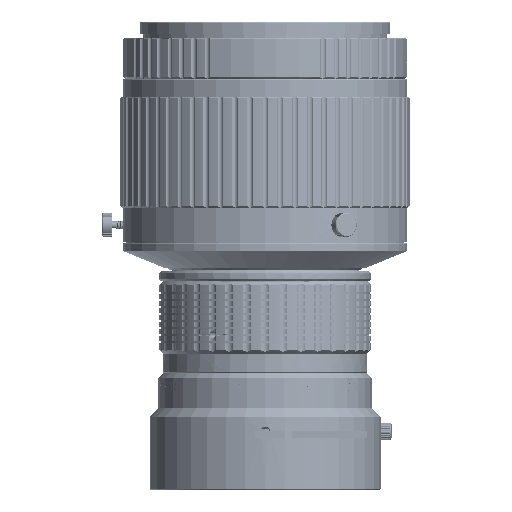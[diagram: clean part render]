
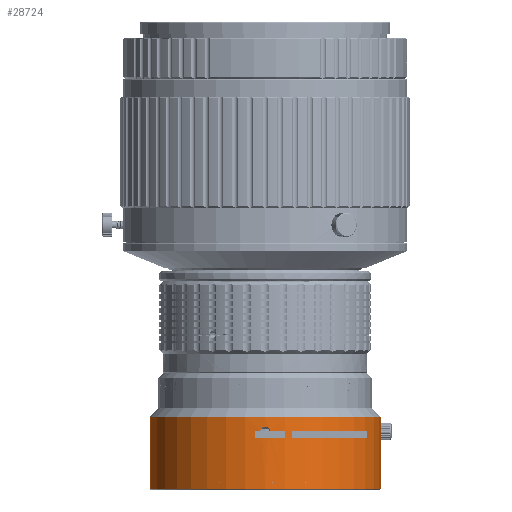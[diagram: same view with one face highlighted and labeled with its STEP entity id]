
A CAD part, left-side view. The second image highlights one B-rep face of the part: STEP entity #28724.
In plain terms, the highlighted cylindrical face has radius 33.3 mm (diameter 66.6 mm), a full revolution.
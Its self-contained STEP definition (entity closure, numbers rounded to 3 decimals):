
#16545=B_SPLINE_CURVE_WITH_KNOTS('',3,(#136952,#136953,#136954,#136955,
#136956,#136957,#136958,#136959,#136960,#136961,#136962,#136963,#136964),
 .UNSPECIFIED.,.T.,.F.,(1,3,3,3,3,3,1),(-0.25,0.,0.25,0.5,0.75,1.,1.25),
 .UNSPECIFIED.);
#25793=CYLINDRICAL_SURFACE('',#103793,33.3);
#27672=FACE_BOUND('',#40061,.T.);
#27673=FACE_BOUND('',#40062,.T.);
#27674=FACE_BOUND('',#40063,.T.);
#28724=ADVANCED_FACE('',(#27672,#27673,#27674),#25793,.T.);
#40061=EDGE_LOOP('',(#46842));
#40062=EDGE_LOOP('',(#46843));
#40063=EDGE_LOOP('',(#46844));
#46842=ORIENTED_EDGE('',*,*,#84729,.T.);
#46843=ORIENTED_EDGE('',*,*,#84730,.T.);
#46844=ORIENTED_EDGE('',*,*,#84731,.T.);
#75229=VERTEX_POINT('',#136965);
#75230=VERTEX_POINT('',#136967);
#75231=VERTEX_POINT('',#136969);
#84729=EDGE_CURVE('',#75229,#75229,#16545,.T.);
#84730=EDGE_CURVE('',#75230,#75230,#99020,.T.);
#84731=EDGE_CURVE('',#75231,#75231,#99021,.T.);
#99020=CIRCLE('',#103791,33.3);
#99021=CIRCLE('',#103792,33.3);
#103791=AXIS2_PLACEMENT_3D('',#136966,#113301,#113302);
#103792=AXIS2_PLACEMENT_3D('',#136968,#113303,#113304);
#103793=AXIS2_PLACEMENT_3D('',#136970,#113305,#113306);
#113301=DIRECTION('',(0.,0.,1.));
#113302=DIRECTION('',(1.,0.,0.));
#113303=DIRECTION('',(0.,0.,-1.));
#113304=DIRECTION('',(-1.,0.,0.));
#113305=DIRECTION('',(0.,0.,-1.));
#113306=DIRECTION('',(-1.,0.,0.));
#136952=CARTESIAN_POINT('',(-33.3,0.,3.246));
#136953=CARTESIAN_POINT('',(-33.3,-0.798,3.246));
#136954=CARTESIAN_POINT('',(-33.266,-1.504,2.541));
#136955=CARTESIAN_POINT('',(-33.266,-1.505,1.75));
#136956=CARTESIAN_POINT('',(-33.266,-1.506,0.959));
#136957=CARTESIAN_POINT('',(-33.3,-0.795,0.253));
#136958=CARTESIAN_POINT('',(-33.3,0.002,0.254));
#136959=CARTESIAN_POINT('',(-33.3,0.798,0.254));
#136960=CARTESIAN_POINT('',(-33.266,1.505,0.958));
#136961=CARTESIAN_POINT('',(-33.266,1.505,1.751));
#136962=CARTESIAN_POINT('',(-33.266,1.505,2.543));
#136963=CARTESIAN_POINT('',(-33.3,0.798,3.246));
#136964=CARTESIAN_POINT('',(-33.3,0.,3.246));
#136965=CARTESIAN_POINT('',(-33.3,0.,3.246));
#136966=CARTESIAN_POINT('',(0.,0.,-14.8));
#136967=CARTESIAN_POINT('',(33.3,0.,-14.8));
#136968=CARTESIAN_POINT('',(0.,0.,6.05));
#136969=CARTESIAN_POINT('',(-33.3,0.,6.05));
#136970=CARTESIAN_POINT('',(0.,0.,0.));
